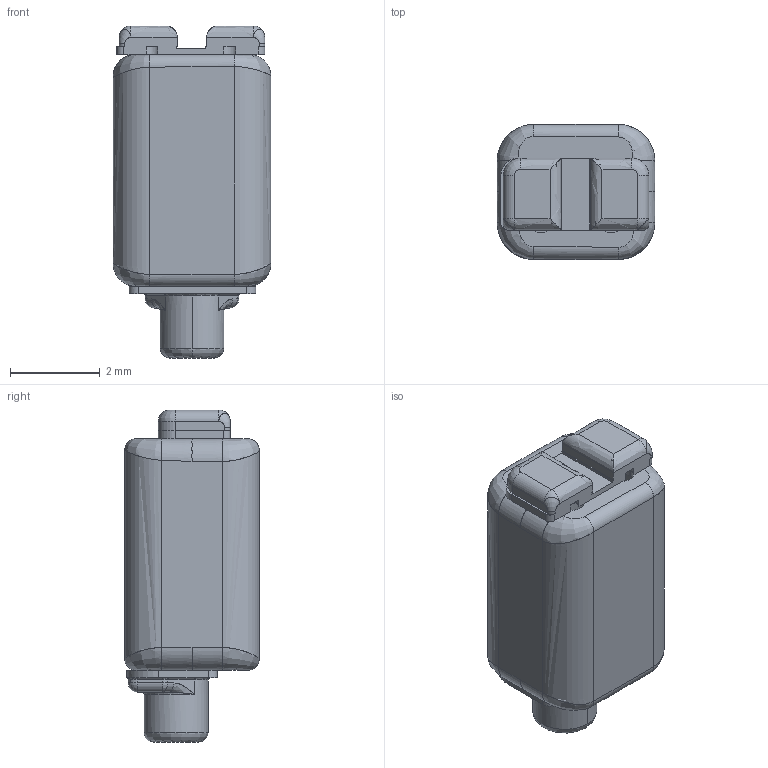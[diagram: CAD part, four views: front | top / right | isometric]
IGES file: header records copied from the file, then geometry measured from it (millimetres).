
Start section:  PTC IGES file: wbhc-23912-000_sw.igs
Global section: file name: wbhc-23912-000_sw.igs; native system: Pro/ENGINEER by Parametric Technology Corporation; preprocessor: 2005070; author: ABerumen; organization: Unknown; date: 060407.105352; units: inch
Bounding box: 3.51 x 3 x 7.38 mm (x, y, z)
Surface area: 176.9 mm2 (no closed solid volume)
Topology: 0 solids, 0 shells, 265 faces, 1342 edges, 1340 vertices
Faces by surface type: bspline 145, revolution 120
